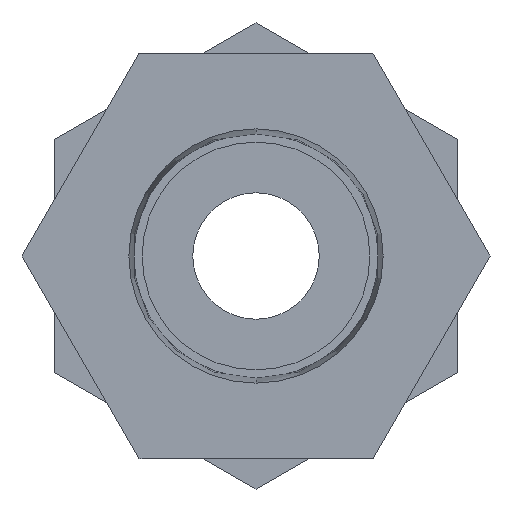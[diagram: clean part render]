
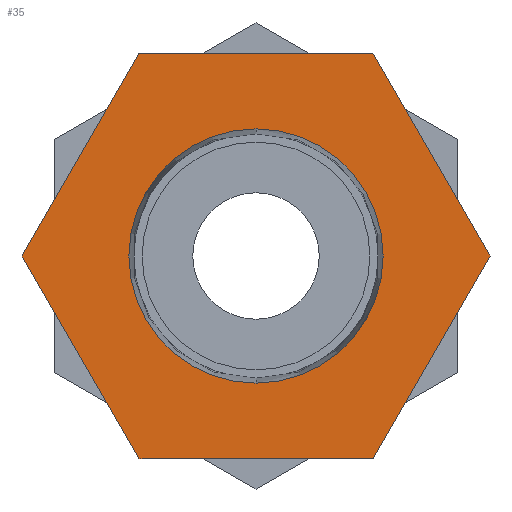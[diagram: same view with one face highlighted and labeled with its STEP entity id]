
A CAD part, left-side view. The second image highlights one B-rep face of the part: STEP entity #35.
In plain terms, the highlighted planar face has unit normal (-1, 0, 0).
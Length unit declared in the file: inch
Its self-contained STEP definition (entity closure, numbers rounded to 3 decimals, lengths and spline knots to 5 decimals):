
#6 = CARTESIAN_POINT ( 'NONE',  ( -1.2245, -0.57735, 0. ) ) ;
#16 = FACE_OUTER_BOUND ( 'NONE', #1429, .T. ) ;
#22 = AXIS2_PLACEMENT_3D ( 'NONE', #973, #892, #124 ) ;
#23 = AXIS2_PLACEMENT_3D ( 'NONE', #1399, #633, #1529 ) ;
#28 = DIRECTION ( 'NONE',  ( 0., -1., 0. ) ) ;
#30 = LINE ( 'NONE', #1571, #1353 ) ;
#35 = ADVANCED_FACE ( 'NONE', ( #1386, #16 ), #325, .F. ) ;
#56 = ORIENTED_EDGE ( 'NONE', *, *, #1471, .F. ) ;
#124 = DIRECTION ( 'NONE',  ( 0., 0., 1. ) ) ;
#146 = EDGE_CURVE ( 'NONE', #511, #824, #1344, .T. ) ;
#173 = LINE ( 'NONE', #1319, #1496 ) ;
#214 = ORIENTED_EDGE ( 'NONE', *, *, #791, .F. ) ;
#229 = EDGE_CURVE ( 'NONE', #1202, #643, #1170, .T. ) ;
#237 = EDGE_LOOP ( 'NONE', ( #1487, #56 ) ) ;
#257 = CARTESIAN_POINT ( 'NONE',  ( -1.2245, 0., -0.3136 ) ) ;
#313 = EDGE_CURVE ( 'NONE', #436, #410, #1151, .T. ) ;
#319 = DIRECTION ( 'NONE',  ( 0., 0., -1. ) ) ;
#325 = PLANE ( 'NONE',  #1350 ) ;
#398 = ORIENTED_EDGE ( 'NONE', *, *, #1642, .F. ) ;
#410 = VERTEX_POINT ( 'NONE', #257 ) ;
#436 = VERTEX_POINT ( 'NONE', #655 ) ;
#457 = CARTESIAN_POINT ( 'NONE',  ( -1.2245, 0.28868, -0.5 ) ) ;
#511 = VERTEX_POINT ( 'NONE', #519 ) ;
#519 = CARTESIAN_POINT ( 'NONE',  ( -1.2245, 0.57735, 0. ) ) ;
#524 = VECTOR ( 'NONE', #1331, 39.37008 ) ;
#633 = DIRECTION ( 'NONE',  ( -1., 0., 0. ) ) ;
#643 = VERTEX_POINT ( 'NONE', #1103 ) ;
#652 = CARTESIAN_POINT ( 'NONE',  ( -1.2245, 0.28868, -0.5 ) ) ;
#655 = CARTESIAN_POINT ( 'NONE',  ( -1.2245, 0., 0.3136 ) ) ;
#708 = CARTESIAN_POINT ( 'NONE',  ( -1.2245, -0.28868, 0.5 ) ) ;
#778 = LINE ( 'NONE', #796, #1413 ) ;
#791 = EDGE_CURVE ( 'NONE', #824, #1202, #30, .T. ) ;
#796 = CARTESIAN_POINT ( 'NONE',  ( -1.2245, 0.28868, -0.5 ) ) ;
#816 = LINE ( 'NONE', #6, #1112 ) ;
#824 = VERTEX_POINT ( 'NONE', #1661 ) ;
#859 = CARTESIAN_POINT ( 'NONE',  ( -1.2245, 0.57735, 0. ) ) ;
#892 = DIRECTION ( 'NONE',  ( -1., 0., 0. ) ) ;
#943 = VERTEX_POINT ( 'NONE', #652 ) ;
#952 = EDGE_CURVE ( 'NONE', #643, #1668, #816, .T. ) ;
#973 = CARTESIAN_POINT ( 'NONE',  ( -1.2245, 0., 0. ) ) ;
#1035 = EDGE_CURVE ( 'NONE', #943, #511, #778, .T. ) ;
#1037 = DIRECTION ( 'NONE',  ( 0., 0.5, 0.866 ) ) ;
#1103 = CARTESIAN_POINT ( 'NONE',  ( -1.2245, -0.57735, 0. ) ) ;
#1112 = VECTOR ( 'NONE', #1294, 39.37008 ) ;
#1151 = CIRCLE ( 'NONE', #22, 0.3136 ) ;
#1170 = LINE ( 'NONE', #1458, #524 ) ;
#1194 = CARTESIAN_POINT ( 'NONE',  ( -1.2245, -0.28868, -0.5 ) ) ;
#1198 = CIRCLE ( 'NONE', #23, 0.3136 ) ;
#1202 = VERTEX_POINT ( 'NONE', #708 ) ;
#1294 = DIRECTION ( 'NONE',  ( 0., 0.5, -0.866 ) ) ;
#1319 = CARTESIAN_POINT ( 'NONE',  ( -1.2245, -0.28868, -0.5 ) ) ;
#1331 = DIRECTION ( 'NONE',  ( 0., -0.5, -0.866 ) ) ;
#1334 = ORIENTED_EDGE ( 'NONE', *, *, #229, .F. ) ;
#1344 = LINE ( 'NONE', #859, #1610 ) ;
#1348 = DIRECTION ( 'NONE',  ( 1., 0., 0. ) ) ;
#1350 = AXIS2_PLACEMENT_3D ( 'NONE', #457, #1348, #319 ) ;
#1353 = VECTOR ( 'NONE', #28, 39.37008 ) ;
#1386 = FACE_BOUND ( 'NONE', #237, .T. ) ;
#1393 = DIRECTION ( 'NONE',  ( 0., -0.5, 0.866 ) ) ;
#1399 = CARTESIAN_POINT ( 'NONE',  ( -1.2245, 0., 0. ) ) ;
#1413 = VECTOR ( 'NONE', #1037, 39.37008 ) ;
#1429 = EDGE_LOOP ( 'NONE', ( #398, #1654, #1334, #214, #1612, #1535 ) ) ;
#1447 = DIRECTION ( 'NONE',  ( 0., 1., 0. ) ) ;
#1458 = CARTESIAN_POINT ( 'NONE',  ( -1.2245, -0.28868, 0.5 ) ) ;
#1471 = EDGE_CURVE ( 'NONE', #410, #436, #1198, .T. ) ;
#1487 = ORIENTED_EDGE ( 'NONE', *, *, #313, .F. ) ;
#1496 = VECTOR ( 'NONE', #1447, 39.37008 ) ;
#1529 = DIRECTION ( 'NONE',  ( 0., 0., 1. ) ) ;
#1535 = ORIENTED_EDGE ( 'NONE', *, *, #1035, .F. ) ;
#1571 = CARTESIAN_POINT ( 'NONE',  ( -1.2245, 0.28868, 0.5 ) ) ;
#1610 = VECTOR ( 'NONE', #1393, 39.37008 ) ;
#1612 = ORIENTED_EDGE ( 'NONE', *, *, #146, .F. ) ;
#1642 = EDGE_CURVE ( 'NONE', #1668, #943, #173, .T. ) ;
#1654 = ORIENTED_EDGE ( 'NONE', *, *, #952, .F. ) ;
#1661 = CARTESIAN_POINT ( 'NONE',  ( -1.2245, 0.28868, 0.5 ) ) ;
#1668 = VERTEX_POINT ( 'NONE', #1194 ) ;
